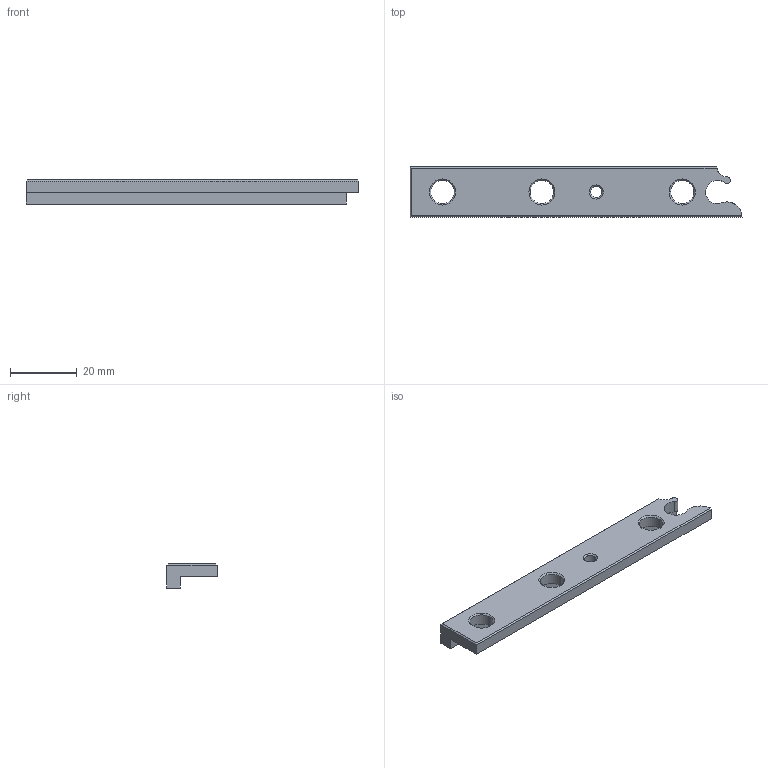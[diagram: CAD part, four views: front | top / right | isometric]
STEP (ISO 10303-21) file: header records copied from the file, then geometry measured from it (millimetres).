
FILE_DESCRIPTION (( 'STEP AP214' ), '1' );
FILE_NAME ('side_trim_two_piece_a.STEP', '2021-10-23T17:35:05', ( '' ), ( '' ), 'SwSTEP 2.0', 'SolidWorks 2021', '' );
FILE_SCHEMA (( 'AUTOMOTIVE_DESIGN' ));
Length unit declared in the file: millimetre
Products named in the file (1): side_trim_two_piece_a
Bounding box: 99.4 x 15 x 7.25 mm (x, y, z)
Volume: 6054.1 mm3; surface area: 4352.9 mm2
Topology: 1 solids, 1 shells, 32 faces, 84 edges, 51 vertices
Faces by surface type: cylinder 13, plane 11, cone 8
Entity records: 1036 total; most frequent: DIRECTION 186, CARTESIAN_POINT 174, ORIENTED_EDGE 168, EDGE_CURVE 84, AXIS2_PLACEMENT_3D 71, VERTEX_POINT 51, VECTOR 44, LINE 44
